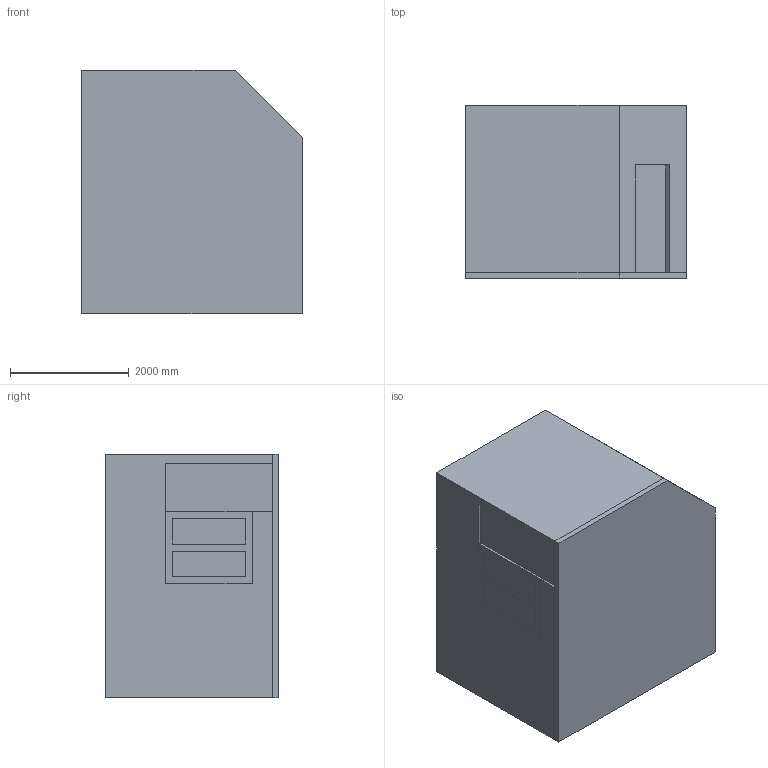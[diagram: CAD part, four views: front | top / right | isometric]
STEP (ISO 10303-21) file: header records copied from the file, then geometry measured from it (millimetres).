
FILE_DESCRIPTION(('FreeCAD Model'),'2;1');
FILE_NAME('Open CASCADE Shape Model','2025-05-01T16:54:29',('FreeCAD'),( 'FreeCAD'),'Open CASCADE STEP processor 7.6','FreeCAD','Unknown');
FILE_SCHEMA(('AUTOMOTIVE_DESIGN { 1 0 10303 214 1 1 1 1 }'));
Length unit declared in the file: millimetre
Products named in the file (1): Open CASCADE STEP translator 7.6 1
Bounding box: 3722.58 x 2911.25 x 4104.38 mm (x, y, z)
Volume: 9885650135.7 mm3; surface area: 175028660.8 mm2
Topology: 26 solids, 26 shells, 837 faces, 2051 edges, 1357 vertices
Faces by surface type: bspline 837
Entity records: 22125 total; most frequent: CARTESIAN_POINT 8977, ORIENTED_EDGE 4102, EDGE_CURVE 2051, B_SPLINE_CURVE_WITH_KNOTS 1984, VERTEX_POINT 1357, FACE_BOUND 976, EDGE_LOOP 976, ADVANCED_FACE 837
